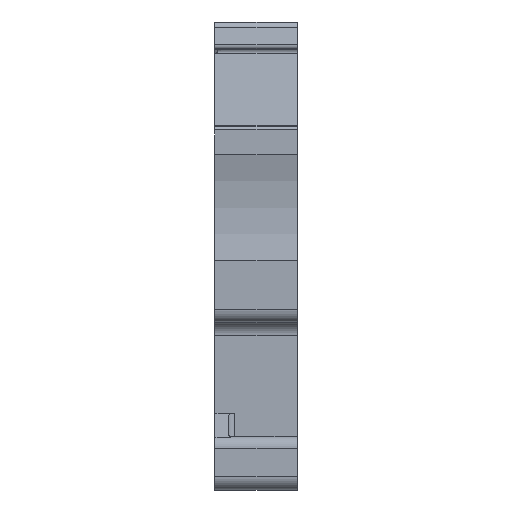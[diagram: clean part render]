
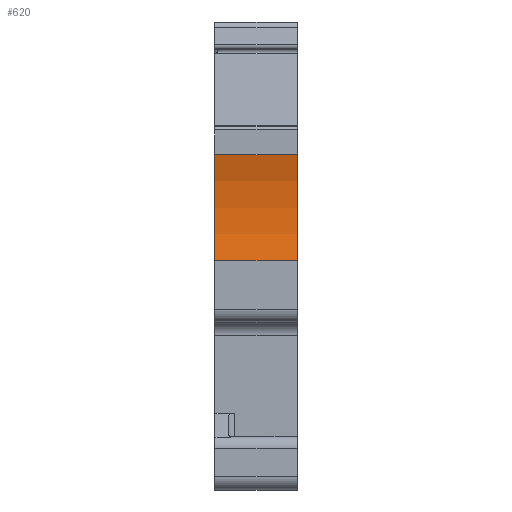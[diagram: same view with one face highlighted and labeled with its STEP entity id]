
A CAD part, left-side view. The second image highlights one B-rep face of the part: STEP entity #620.
In plain terms, the highlighted cylindrical face has radius 15 mm (diameter 30 mm), a partial arc.
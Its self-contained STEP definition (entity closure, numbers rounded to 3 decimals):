
#190=CYLINDRICAL_SURFACE('',#6686,15.);
#362=CIRCLE('',#6684,15.);
#363=CIRCLE('',#6685,15.);
#620=ADVANCED_FACE('',(#1143),#190,.F.);
#1143=FACE_OUTER_BOUND('',#1466,.T.);
#1466=EDGE_LOOP('',(#2231,#2232,#2233,#2234));
#2231=ORIENTED_EDGE('',*,*,#4570,.F.);
#2232=ORIENTED_EDGE('',*,*,#4571,.F.);
#2233=ORIENTED_EDGE('',*,*,#4572,.T.);
#2234=ORIENTED_EDGE('',*,*,#4568,.F.);
#3844=VERTEX_POINT('',#9747);
#3845=VERTEX_POINT('',#9749);
#3846=VERTEX_POINT('',#9753);
#3847=VERTEX_POINT('',#9755);
#4568=EDGE_CURVE('',#3844,#3845,#5405,.T.);
#4570=EDGE_CURVE('',#3846,#3844,#362,.T.);
#4571=EDGE_CURVE('',#3847,#3846,#5407,.T.);
#4572=EDGE_CURVE('',#3847,#3845,#363,.T.);
#5405=LINE('',#9748,#6072);
#5407=LINE('',#9754,#6074);
#6072=VECTOR('',#7747,1.);
#6074=VECTOR('',#7753,1.);
#6684=AXIS2_PLACEMENT_3D('',#9752,#7751,#7752);
#6685=AXIS2_PLACEMENT_3D('',#9756,#7754,#7755);
#6686=AXIS2_PLACEMENT_3D('',#9757,#7756,#7757);
#7747=DIRECTION('',(0.,-1.,0.));
#7751=DIRECTION('',(0.,-1.,0.));
#7752=DIRECTION('',(0.,0.,-1.));
#7753=DIRECTION('',(0.,1.,0.));
#7754=DIRECTION('',(0.,-1.,0.));
#7755=DIRECTION('',(1.,0.,0.));
#7756=DIRECTION('',(0.,-1.,0.));
#7757=DIRECTION('',(0.,0.,-1.));
#9747=CARTESIAN_POINT('',(-28.1,3.1,19.25));
#9748=CARTESIAN_POINT('',(-28.1,3.72,19.25));
#9749=CARTESIAN_POINT('',(-28.1,-3.1,19.25));
#9752=CARTESIAN_POINT('',(-42.557,3.1,15.25));
#9753=CARTESIAN_POINT('',(-28.1,3.1,11.25));
#9754=CARTESIAN_POINT('',(-28.1,3.72,11.25));
#9755=CARTESIAN_POINT('',(-28.1,-3.1,11.25));
#9756=CARTESIAN_POINT('',(-42.557,-3.1,15.25));
#9757=CARTESIAN_POINT('',(-42.557,3.72,15.25));
